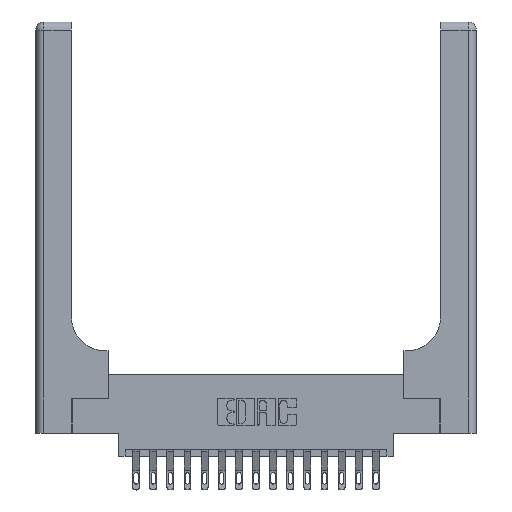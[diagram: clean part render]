
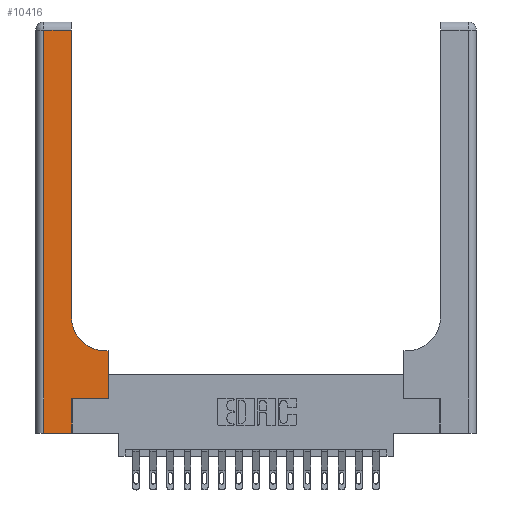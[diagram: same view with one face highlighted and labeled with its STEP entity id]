
A CAD part, top view. The second image highlights one B-rep face of the part: STEP entity #10416.
In plain terms, the highlighted planar face has unit normal (0, 0, 1).
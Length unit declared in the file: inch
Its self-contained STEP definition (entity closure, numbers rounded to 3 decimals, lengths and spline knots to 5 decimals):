
#30 = EDGE_CURVE ( 'NONE', #10207, #15361, #15208, .T. ) ;
#292 = DIRECTION ( 'NONE',  ( 0., -1., 0. ) ) ;
#434 = DIRECTION ( 'NONE',  ( 1., 0., 0. ) ) ;
#636 = CARTESIAN_POINT ( 'NONE',  ( 0.51, 0.6, 0.37 ) ) ;
#1022 = EDGE_CURVE ( 'NONE', #1207, #3568, #13688, .T. ) ;
#1207 = VERTEX_POINT ( 'NONE', #13383 ) ;
#1342 = ORIENTED_EDGE ( 'NONE', *, *, #7724, .T. ) ;
#1396 = PLANE ( 'NONE',  #13036 ) ;
#1456 = ORIENTED_EDGE ( 'NONE', *, *, #12902, .T. ) ;
#1919 = CARTESIAN_POINT ( 'NONE',  ( 0.26, 0.6, 0.37 ) ) ;
#2065 = ORIENTED_EDGE ( 'NONE', *, *, #12420, .T. ) ;
#2883 = DIRECTION ( 'NONE',  ( 0., 0., -1. ) ) ;
#3157 = VERTEX_POINT ( 'NONE', #12039 ) ;
#3568 = VERTEX_POINT ( 'NONE', #8378 ) ;
#3632 = LINE ( 'NONE', #11962, #14950 ) ;
#4175 = ORIENTED_EDGE ( 'NONE', *, *, #5257, .T. ) ;
#4288 = DIRECTION ( 'NONE',  ( 1., 0., 0. ) ) ;
#4392 = VERTEX_POINT ( 'NONE', #13284 ) ;
#5103 = VERTEX_POINT ( 'NONE', #11910 ) ;
#5257 = EDGE_CURVE ( 'NONE', #9056, #1207, #15175, .T. ) ;
#5534 = AXIS2_PLACEMENT_3D ( 'NONE', #14578, #5747, #16030 ) ;
#5569 = EDGE_CURVE ( 'NONE', #3568, #10207, #10553, .T. ) ;
#5747 = DIRECTION ( 'NONE',  ( 0., 0., -1. ) ) ;
#5847 = VECTOR ( 'NONE', #15535, 39.37008 ) ;
#6318 = VECTOR ( 'NONE', #9957, 39.37008 ) ;
#7165 = VECTOR ( 'NONE', #10769, 39.37008 ) ;
#7401 = VECTOR ( 'NONE', #18496, 39.37008 ) ;
#7419 = EDGE_CURVE ( 'NONE', #15361, #7512, #11048, .T. ) ;
#7512 = VERTEX_POINT ( 'NONE', #636 ) ;
#7724 = EDGE_CURVE ( 'NONE', #4392, #5103, #18190, .T. ) ;
#8378 = CARTESIAN_POINT ( 'NONE',  ( 0.265, 0.25, 0.37 ) ) ;
#8439 = CARTESIAN_POINT ( 'NONE',  ( 0.528, 0.6, 0.37 ) ) ;
#8488 = CARTESIAN_POINT ( 'NONE',  ( 0.26, 3., 0.37 ) ) ;
#9056 = VERTEX_POINT ( 'NONE', #14543 ) ;
#9213 = EDGE_CURVE ( 'NONE', #5103, #9056, #3632, .T. ) ;
#9957 = DIRECTION ( 'NONE',  ( 0., 1., 0. ) ) ;
#10086 = VECTOR ( 'NONE', #4288, 39.37008 ) ;
#10160 = CARTESIAN_POINT ( 'NONE',  ( 0.265, 0.25, 0.37 ) ) ;
#10178 = DIRECTION ( 'NONE',  ( -1., 0., 0. ) ) ;
#10207 = VERTEX_POINT ( 'NONE', #12682 ) ;
#10401 = ORIENTED_EDGE ( 'NONE', *, *, #1022, .T. ) ;
#10416 = ADVANCED_FACE ( 'NONE', ( #18123 ), #1396, .F. ) ;
#10553 = LINE ( 'NONE', #10160, #10086 ) ;
#10769 = DIRECTION ( 'NONE',  ( -1., 0., 0. ) ) ;
#11048 = LINE ( 'NONE', #1919, #7165 ) ;
#11722 = CARTESIAN_POINT ( 'NONE',  ( 0., 3., 0.37 ) ) ;
#11910 = CARTESIAN_POINT ( 'NONE',  ( 0.06, 2.94, 0.37 ) ) ;
#11962 = CARTESIAN_POINT ( 'NONE',  ( 0.06, 3., 0.37 ) ) ;
#12039 = CARTESIAN_POINT ( 'NONE',  ( 0.26, 0.85, 0.37 ) ) ;
#12290 = ORIENTED_EDGE ( 'NONE', *, *, #30, .T. ) ;
#12420 = EDGE_CURVE ( 'NONE', #3157, #4392, #17579, .T. ) ;
#12682 = CARTESIAN_POINT ( 'NONE',  ( 0.528, 0.25, 0.37 ) ) ;
#12902 = EDGE_CURVE ( 'NONE', #7512, #3157, #14579, .T. ) ;
#13036 = AXIS2_PLACEMENT_3D ( 'NONE', #11722, #2883, #13194 ) ;
#13194 = DIRECTION ( 'NONE',  ( -1., 0., 0. ) ) ;
#13284 = CARTESIAN_POINT ( 'NONE',  ( 0.26, 2.94, 0.37 ) ) ;
#13383 = CARTESIAN_POINT ( 'NONE',  ( 0.265, 0., 0.37 ) ) ;
#13688 = LINE ( 'NONE', #15580, #5847 ) ;
#14269 = VECTOR ( 'NONE', #10178, 39.37008 ) ;
#14543 = CARTESIAN_POINT ( 'NONE',  ( 0.06, 0., 0.37 ) ) ;
#14558 = CARTESIAN_POINT ( 'NONE',  ( 0., 2.94, 0.37 ) ) ;
#14578 = CARTESIAN_POINT ( 'NONE',  ( 0.51, 0.85, 0.37 ) ) ;
#14579 = CIRCLE ( 'NONE', #5534, 0.25 ) ;
#14655 = CARTESIAN_POINT ( 'NONE',  ( 0.528, 0.25, 0.37 ) ) ;
#14747 = EDGE_LOOP ( 'NONE', ( #2065, #1342, #15388, #4175, #10401, #16137, #12290, #17844, #1456 ) ) ;
#14950 = VECTOR ( 'NONE', #292, 39.37008 ) ;
#15175 = LINE ( 'NONE', #16605, #18611 ) ;
#15208 = LINE ( 'NONE', #14655, #7401 ) ;
#15361 = VERTEX_POINT ( 'NONE', #8439 ) ;
#15388 = ORIENTED_EDGE ( 'NONE', *, *, #9213, .T. ) ;
#15535 = DIRECTION ( 'NONE',  ( 0., 1., 0. ) ) ;
#15580 = CARTESIAN_POINT ( 'NONE',  ( 0.265, 0., 0.37 ) ) ;
#16030 = DIRECTION ( 'NONE',  ( 1., 0., 0. ) ) ;
#16137 = ORIENTED_EDGE ( 'NONE', *, *, #5569, .T. ) ;
#16605 = CARTESIAN_POINT ( 'NONE',  ( 0., 0., 0.37 ) ) ;
#17579 = LINE ( 'NONE', #8488, #6318 ) ;
#17844 = ORIENTED_EDGE ( 'NONE', *, *, #7419, .T. ) ;
#18123 = FACE_OUTER_BOUND ( 'NONE', #14747, .T. ) ;
#18190 = LINE ( 'NONE', #14558, #14269 ) ;
#18496 = DIRECTION ( 'NONE',  ( 0., 1., 0. ) ) ;
#18611 = VECTOR ( 'NONE', #434, 39.37008 ) ;
